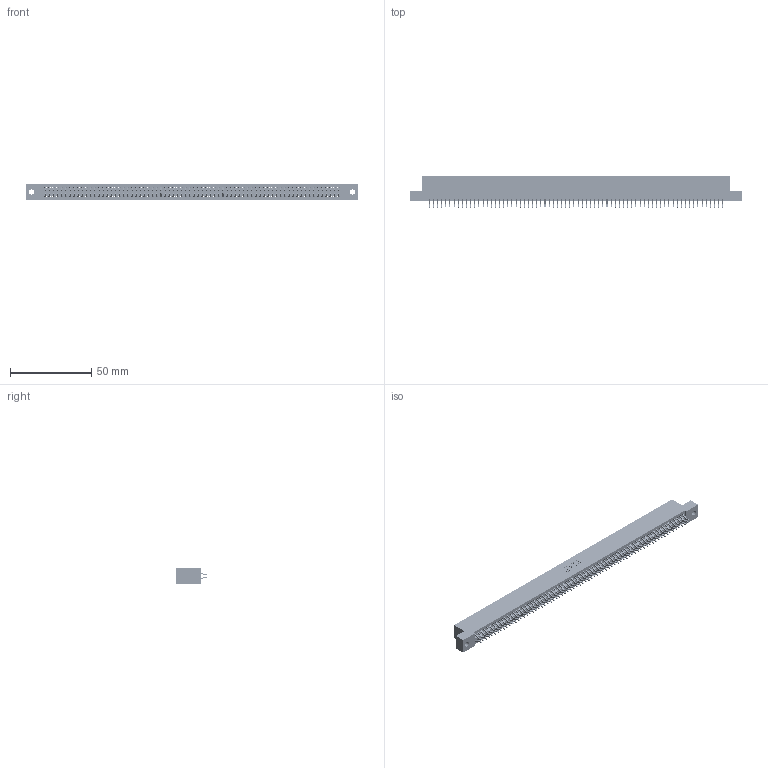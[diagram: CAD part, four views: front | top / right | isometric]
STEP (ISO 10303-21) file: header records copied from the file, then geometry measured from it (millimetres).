
FILE_DESCRIPTION (( 'STEP AP203' ), '1' );
FILE_NAME ('345-144-556-202.STEP', '2019-11-09T11:40:53', ( '' ), ( '' ), 'SwSTEP 2.0', 'SolidWorks 2016', '' );
FILE_SCHEMA (( 'CONFIG_CONTROL_DESIGN' ));
Length unit declared in the file: inch
Products named in the file (3): 345-292-001_556 Tail; 345 Part_Flush Mounting Lugs - 0.128 Dia; 345-144-556-202
Assembly tree (145 placements, depth 2):
  345-144-556-202
    345 Part_Flush Mounting Lugs - 0.128 Dia
    345-292-001_556 Tail  x144
Bounding box: 204.09 x 19.24 x 9.4 mm (x, y, z)
Volume: 20061.5 mm3; surface area: 29836.5 mm2
Topology: 145 solids, 145 shells, 8190 faces, 24389 edges, 16066 vertices
Faces by surface type: plane 5408, cylinder 2782
Entity records: 52677 total; most frequent: CARTESIAN_POINT 8816, ORIENTED_EDGE 8738, DIRECTION 7725, EDGE_CURVE 4369, VECTOR 3941, LINE 3941, VERTEX_POINT 2910, AXIS2_PLACEMENT_3D 1892
